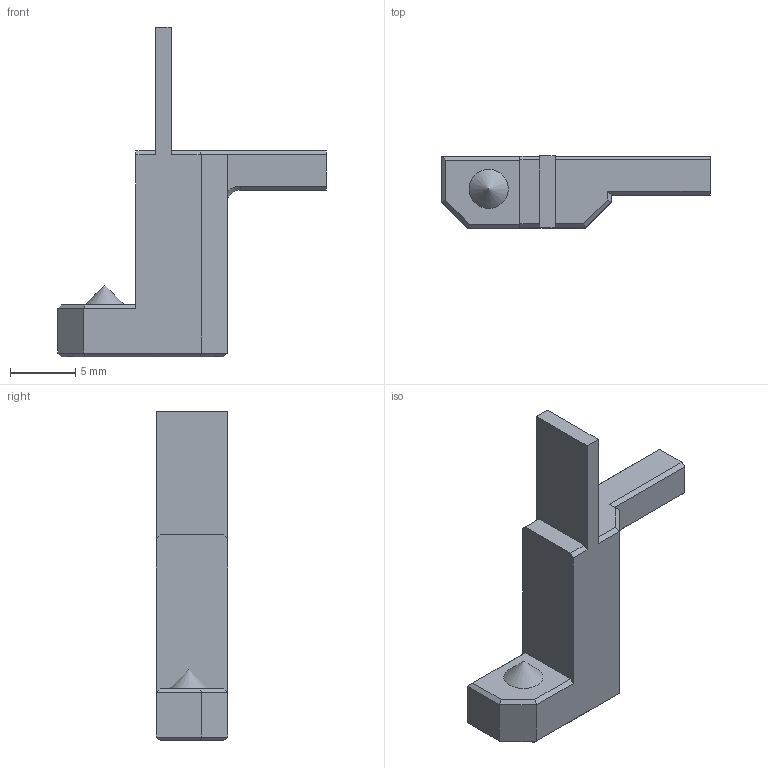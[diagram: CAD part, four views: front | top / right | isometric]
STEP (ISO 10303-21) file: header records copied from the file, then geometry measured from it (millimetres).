
FILE_DESCRIPTION(/* description */ (''),/* implementation_level */ '2;1');
FILE_NAME(/* name */ '5f8dbad8006a3b0ebc261868',/* time_stamp */ '2020-10-19T16:12:08+00:00',/* author */ (''),/* organization */ (''),/* preprocessor_version */ 'ST-DEVELOPER v16.7',/* originating_system */ $,/* authorisation */ $);
FILE_SCHEMA (('AUTOMOTIVE_DESIGN {1 0 10303 214 3 1 1}'));
Length unit declared in the file: metre
Products named in the file (1): flag
Bounding box: 20.6 x 5.5 x 25.3 mm (x, y, z)
Volume: 771.3 mm3; surface area: 837 mm2
Topology: 1 solids, 1 shells, 45 faces, 108 edges, 66 vertices
Faces by surface type: plane 39, cone 4, cylinder 2
Full cylindrical faces by diameter (mm): 2.9 x1
Entity records: 1277 total; most frequent: CARTESIAN_POINT 219, ORIENTED_EDGE 208, DIRECTION 203, EDGE_CURVE 104, LINE 95, VECTOR 95, VERTEX_POINT 66, AXIS2_PLACEMENT_3D 54
